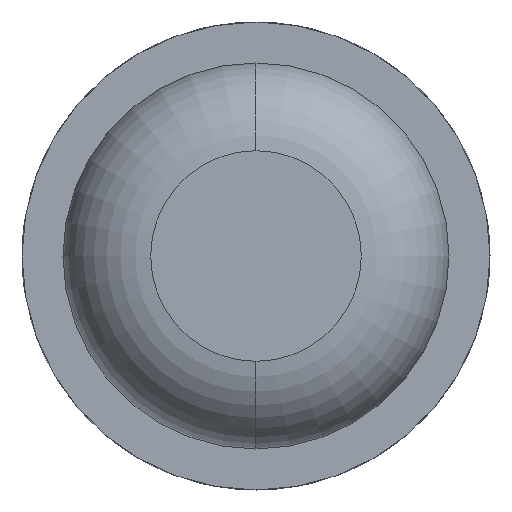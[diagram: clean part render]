
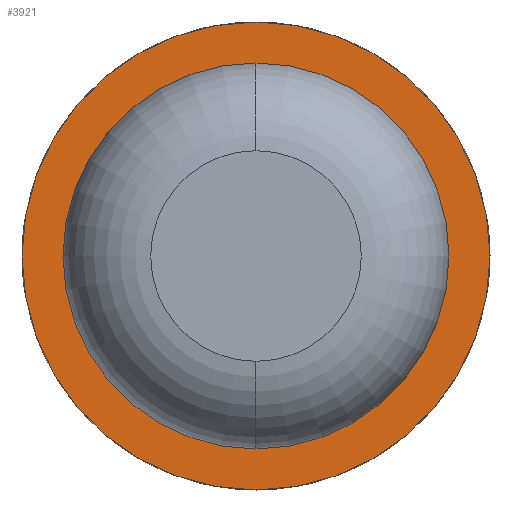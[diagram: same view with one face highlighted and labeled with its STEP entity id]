
A CAD part, front view. The second image highlights one B-rep face of the part: STEP entity #3921.
In plain terms, the highlighted planar face has unit normal (0, -1, 0).
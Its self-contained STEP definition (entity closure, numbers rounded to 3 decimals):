
#51 = CIRCLE ( 'NONE', #3117, 0.825 ) ;
#84 = VERTEX_POINT ( 'NONE', #2461 ) ;
#207 = CARTESIAN_POINT ( 'NONE',  ( 0., -3., 0.825 ) ) ;
#340 = DIRECTION ( 'NONE',  ( -1., 0., 0. ) ) ;
#372 = AXIS2_PLACEMENT_3D ( 'NONE', #1151, #1507, #3281 ) ;
#393 = CIRCLE ( 'NONE', #2641, 1. ) ;
#717 = VERTEX_POINT ( 'NONE', #3433 ) ;
#835 = PLANE ( 'NONE',  #4138 ) ;
#846 = FACE_BOUND ( 'NONE', #3301, .T. ) ;
#1151 = CARTESIAN_POINT ( 'NONE',  ( 0., -3., 0. ) ) ;
#1152 = DIRECTION ( 'NONE',  ( 0., 1., 0. ) ) ;
#1454 = CARTESIAN_POINT ( 'NONE',  ( 0., -3., 0. ) ) ;
#1507 = DIRECTION ( 'NONE',  ( 0., 1., 0. ) ) ;
#1515 = DIRECTION ( 'NONE',  ( -1., 0., 0. ) ) ;
#1829 = VERTEX_POINT ( 'NONE', #2300 ) ;
#1895 = VERTEX_POINT ( 'NONE', #207 ) ;
#2145 = ORIENTED_EDGE ( 'NONE', *, *, #2390, .T. ) ;
#2195 = CARTESIAN_POINT ( 'NONE',  ( 0., -3., 0. ) ) ;
#2300 = CARTESIAN_POINT ( 'NONE',  ( 1., -3., 0. ) ) ;
#2359 = ORIENTED_EDGE ( 'NONE', *, *, #4446, .F. ) ;
#2390 = EDGE_CURVE ( 'Defeature ausgef�hrt1_2+Defeature ausgef�hrt1_4+Defeature ausgef�hrt1_4+Defeature ausgef�hrt1_4', #717, #1895, #3813, .T. ) ;
#2461 = CARTESIAN_POINT ( 'NONE',  ( -1., -3., 0. ) ) ;
#2486 = DIRECTION ( 'NONE',  ( 0., 1., 0. ) ) ;
#2544 = EDGE_LOOP ( 'NONE', ( #3857, #2359 ) ) ;
#2559 = DIRECTION ( 'NONE',  ( -1., 0., 0. ) ) ;
#2641 = AXIS2_PLACEMENT_3D ( 'NONE', #4273, #4623, #340 ) ;
#2980 = CARTESIAN_POINT ( 'NONE',  ( 0.825, -3., 0. ) ) ;
#3117 = AXIS2_PLACEMENT_3D ( 'NONE', #1454, #2486, #3211 ) ;
#3211 = DIRECTION ( 'NONE',  ( -1., 0., 0. ) ) ;
#3281 = DIRECTION ( 'NONE',  ( -1., 0., 0. ) ) ;
#3301 = EDGE_LOOP ( 'NONE', ( #4068, #2145 ) ) ;
#3433 = CARTESIAN_POINT ( 'NONE',  ( 0., -3., -0.825 ) ) ;
#3579 = EDGE_CURVE ( 'Defeature ausgef�hrt1_2+Defeature ausgef�hrt1_4+Defeature ausgef�hrt1_4+Defeature ausgef�hrt1_4', #1895, #717, #51, .T. ) ;
#3778 = EDGE_CURVE ( 'Defeature ausgef�hrt1_1+Defeature ausgef�hrt1_2+Defeature ausgef�hrt1_2+Defeature ausgef�hrt1_2', #84, #1829, #393, .T. ) ;
#3809 = FACE_OUTER_BOUND ( 'NONE', #2544, .T. ) ;
#3813 = CIRCLE ( 'NONE', #3866, 0.825 ) ;
#3857 = ORIENTED_EDGE ( 'NONE', *, *, #3778, .F. ) ;
#3866 = AXIS2_PLACEMENT_3D ( 'NONE', #2195, #1152, #2559 ) ;
#3921 = ADVANCED_FACE ( 'Defeature ausgef�hrt1_2', ( #3809, #846 ), #835, .F. ) ;
#4068 = ORIENTED_EDGE ( 'NONE', *, *, #3579, .T. ) ;
#4129 = CIRCLE ( 'NONE', #372, 1. ) ;
#4138 = AXIS2_PLACEMENT_3D ( 'NONE', #2980, #4400, #1515 ) ;
#4273 = CARTESIAN_POINT ( 'NONE',  ( 0., -3., 0. ) ) ;
#4400 = DIRECTION ( 'NONE',  ( 0., 1., 0. ) ) ;
#4446 = EDGE_CURVE ( 'Defeature ausgef�hrt1_1+Defeature ausgef�hrt1_2+Defeature ausgef�hrt1_2+Defeature ausgef�hrt1_2', #1829, #84, #4129, .T. ) ;
#4623 = DIRECTION ( 'NONE',  ( 0., 1., 0. ) ) ;
